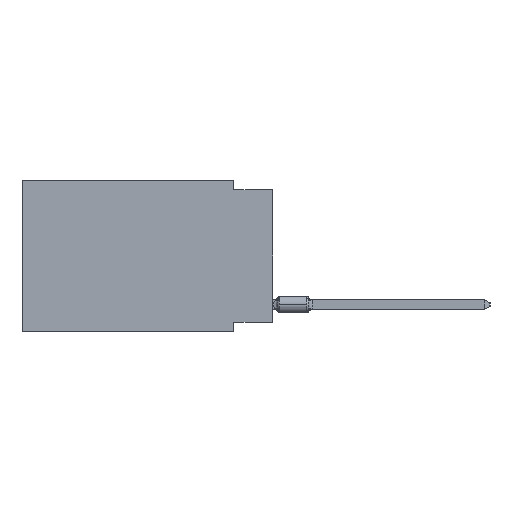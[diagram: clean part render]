
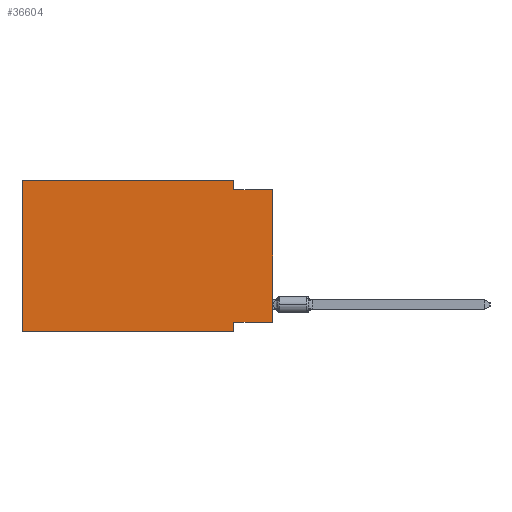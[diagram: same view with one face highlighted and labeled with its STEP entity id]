
A CAD part, left-side view. The second image highlights one B-rep face of the part: STEP entity #36604.
In plain terms, the highlighted planar face has unit normal (-1, 0, 0).
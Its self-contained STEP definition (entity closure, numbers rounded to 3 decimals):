
#713 = CARTESIAN_POINT ( 'NONE',  ( 0., 2.54, -9.906 ) ) ;
#1029 = LINE ( 'NONE', #23532, #35061 ) ;
#2208 = EDGE_CURVE ( 'NONE', #24787, #16984, #32152, .T. ) ;
#2291 = FACE_OUTER_BOUND ( 'NONE', #3507, .T. ) ;
#2428 = LINE ( 'NONE', #27868, #18263 ) ;
#3364 = LINE ( 'NONE', #22900, #16254 ) ;
#3507 = EDGE_LOOP ( 'NONE', ( #15261, #9860, #12225, #18180, #15987, #18549, #31007, #6500 ) ) ;
#4570 = VERTEX_POINT ( 'NONE', #10879 ) ;
#6500 = ORIENTED_EDGE ( 'NONE', *, *, #2208, .F. ) ;
#9790 = DIRECTION ( 'NONE',  ( 0., 0., 1. ) ) ;
#9860 = ORIENTED_EDGE ( 'NONE', *, *, #20929, .F. ) ;
#10371 = VECTOR ( 'NONE', #39335, 1000. ) ;
#10879 = CARTESIAN_POINT ( 'NONE',  ( 0., 2.54, -0.635 ) ) ;
#12172 = DIRECTION ( 'NONE',  ( 1., 0., 0. ) ) ;
#12225 = ORIENTED_EDGE ( 'NONE', *, *, #13112, .F. ) ;
#13018 = DIRECTION ( 'NONE',  ( 0., 1., 0. ) ) ;
#13112 = EDGE_CURVE ( 'NONE', #30247, #4570, #36185, .T. ) ;
#15261 = ORIENTED_EDGE ( 'NONE', *, *, #36000, .T. ) ;
#15521 = CARTESIAN_POINT ( 'NONE',  ( 0., 16.383, 0. ) ) ;
#15715 = CARTESIAN_POINT ( 'NONE',  ( 0., 2.54, -9.271 ) ) ;
#15987 = ORIENTED_EDGE ( 'NONE', *, *, #22167, .F. ) ;
#16254 = VECTOR ( 'NONE', #22286, 1000. ) ;
#16766 = CARTESIAN_POINT ( 'NONE',  ( 0., 0., -9.271 ) ) ;
#16984 = VERTEX_POINT ( 'NONE', #15715 ) ;
#17124 = VECTOR ( 'NONE', #9790, 1000. ) ;
#18030 = DIRECTION ( 'NONE',  ( 0., 0., -1. ) ) ;
#18180 = ORIENTED_EDGE ( 'NONE', *, *, #33414, .F. ) ;
#18263 = VECTOR ( 'NONE', #27235, 1000. ) ;
#18549 = ORIENTED_EDGE ( 'NONE', *, *, #37891, .T. ) ;
#19749 = DIRECTION ( 'NONE',  ( 0., 0., 1. ) ) ;
#20564 = CARTESIAN_POINT ( 'NONE',  ( 0., 16.383, -9.906 ) ) ;
#20848 = AXIS2_PLACEMENT_3D ( 'NONE', #15521, #12172, #18030 ) ;
#20929 = EDGE_CURVE ( 'NONE', #4570, #30325, #36928, .T. ) ;
#22167 = EDGE_CURVE ( 'NONE', #33078, #28582, #1029, .T. ) ;
#22286 = DIRECTION ( 'NONE',  ( 0., -1., 0. ) ) ;
#22394 = CARTESIAN_POINT ( 'NONE',  ( 0., 16.383, 0. ) ) ;
#22900 = CARTESIAN_POINT ( 'NONE',  ( 0., 16.383, -9.906 ) ) ;
#23532 = CARTESIAN_POINT ( 'NONE',  ( 0., 16.383, 0. ) ) ;
#24787 = VERTEX_POINT ( 'NONE', #16766 ) ;
#25776 = VECTOR ( 'NONE', #31057, 1000. ) ;
#26019 = CARTESIAN_POINT ( 'NONE',  ( 0., 0., -9.271 ) ) ;
#26096 = VECTOR ( 'NONE', #33556, 1000. ) ;
#26516 = CARTESIAN_POINT ( 'NONE',  ( 0., 2.54, 0. ) ) ;
#26520 = CARTESIAN_POINT ( 'NONE',  ( 0., 2.54, 0. ) ) ;
#27235 = DIRECTION ( 'NONE',  ( 0., 0., -1. ) ) ;
#27868 = CARTESIAN_POINT ( 'NONE',  ( 0., 2.54, -9.906 ) ) ;
#28481 = EDGE_CURVE ( 'NONE', #16984, #34454, #2428, .T. ) ;
#28582 = VERTEX_POINT ( 'NONE', #22394 ) ;
#29315 = CARTESIAN_POINT ( 'NONE',  ( 0., 0., 0. ) ) ;
#29693 = CARTESIAN_POINT ( 'NONE',  ( 0., 0., -0.635 ) ) ;
#30247 = VERTEX_POINT ( 'NONE', #26520 ) ;
#30325 = VERTEX_POINT ( 'NONE', #29693 ) ;
#31007 = ORIENTED_EDGE ( 'NONE', *, *, #28481, .F. ) ;
#31057 = DIRECTION ( 'NONE',  ( 0., -1., 0. ) ) ;
#31670 = LINE ( 'NONE', #29315, #17124 ) ;
#32152 = LINE ( 'NONE', #26019, #40192 ) ;
#33078 = VERTEX_POINT ( 'NONE', #20564 ) ;
#33414 = EDGE_CURVE ( 'NONE', #28582, #30247, #39863, .T. ) ;
#33556 = DIRECTION ( 'NONE',  ( 0., -1., 0. ) ) ;
#34454 = VERTEX_POINT ( 'NONE', #713 ) ;
#35061 = VECTOR ( 'NONE', #19749, 1000. ) ;
#36000 = EDGE_CURVE ( 'NONE', #24787, #30325, #31670, .T. ) ;
#36079 = CARTESIAN_POINT ( 'NONE',  ( 0., 16.383, 0. ) ) ;
#36185 = LINE ( 'NONE', #26516, #10371 ) ;
#36604 = ADVANCED_FACE ( 'NONE', ( #2291 ), #37800, .F. ) ;
#36928 = LINE ( 'NONE', #40062, #25776 ) ;
#37800 = PLANE ( 'NONE',  #20848 ) ;
#37891 = EDGE_CURVE ( 'NONE', #33078, #34454, #3364, .T. ) ;
#39335 = DIRECTION ( 'NONE',  ( 0., 0., -1. ) ) ;
#39863 = LINE ( 'NONE', #36079, #26096 ) ;
#40062 = CARTESIAN_POINT ( 'NONE',  ( 0., 0., -0.635 ) ) ;
#40192 = VECTOR ( 'NONE', #13018, 1000. ) ;
